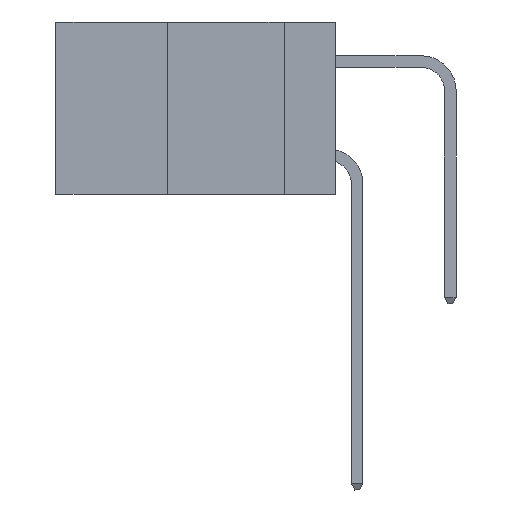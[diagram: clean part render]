
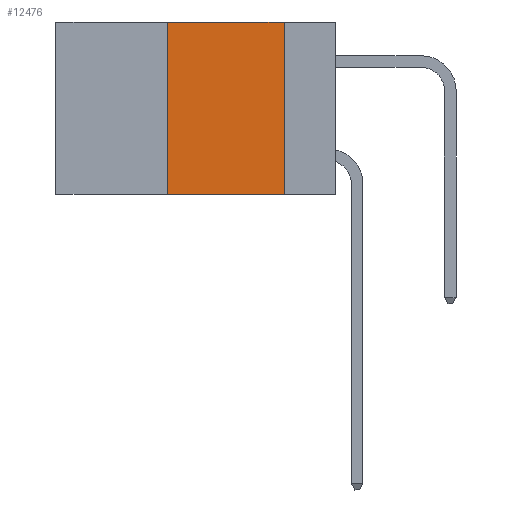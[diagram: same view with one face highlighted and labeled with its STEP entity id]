
A CAD part, left-side view. The second image highlights one B-rep face of the part: STEP entity #12476.
In plain terms, the highlighted planar face has unit normal (-1, 0, 0).
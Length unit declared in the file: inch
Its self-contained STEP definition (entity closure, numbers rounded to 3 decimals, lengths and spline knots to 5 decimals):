
#147 = LINE ( 'NONE', #8214, #14535 ) ;
#263 = VERTEX_POINT ( 'NONE', #13080 ) ;
#319 = VERTEX_POINT ( 'NONE', #13916 ) ;
#857 = DIRECTION ( 'NONE',  ( 0., 0., -1. ) ) ;
#1050 = LINE ( 'NONE', #8407, #1833 ) ;
#1833 = VECTOR ( 'NONE', #11300, 39.37008 ) ;
#2145 = ORIENTED_EDGE ( 'NONE', *, *, #6395, .F. ) ;
#3647 = PLANE ( 'NONE',  #6668 ) ;
#4253 = DIRECTION ( 'NONE',  ( 0., -1., 0. ) ) ;
#4344 = CARTESIAN_POINT ( 'NONE',  ( 0., 0.11, 0. ) ) ;
#5314 = CARTESIAN_POINT ( 'NONE',  ( 0., 0.11, 0. ) ) ;
#5482 = VECTOR ( 'NONE', #4253, 39.37008 ) ;
#5730 = DIRECTION ( 'NONE',  ( 0., 0., -1. ) ) ;
#5909 = EDGE_CURVE ( 'NONE', #15759, #8737, #10278, .T. ) ;
#6395 = EDGE_CURVE ( 'NONE', #319, #263, #1050, .T. ) ;
#6668 = AXIS2_PLACEMENT_3D ( 'NONE', #9100, #11793, #857 ) ;
#6912 = CARTESIAN_POINT ( 'NONE',  ( 0., 0.11, -0.37 ) ) ;
#7959 = EDGE_CURVE ( 'NONE', #263, #15759, #8481, .T. ) ;
#8214 = CARTESIAN_POINT ( 'NONE',  ( 0., 0.6, -0.37 ) ) ;
#8301 = EDGE_CURVE ( 'NONE', #319, #8737, #147, .T. ) ;
#8407 = CARTESIAN_POINT ( 'NONE',  ( 0., 0.36, 0. ) ) ;
#8481 = LINE ( 'NONE', #11197, #5482 ) ;
#8737 = VERTEX_POINT ( 'NONE', #6912 ) ;
#9100 = CARTESIAN_POINT ( 'NONE',  ( 0., 0.6, 0. ) ) ;
#10165 = ORIENTED_EDGE ( 'NONE', *, *, #5909, .F. ) ;
#10278 = LINE ( 'NONE', #4344, #17379 ) ;
#10346 = ORIENTED_EDGE ( 'NONE', *, *, #8301, .T. ) ;
#11197 = CARTESIAN_POINT ( 'NONE',  ( 0., 0.6, 0. ) ) ;
#11300 = DIRECTION ( 'NONE',  ( 0., 0., 1. ) ) ;
#11793 = DIRECTION ( 'NONE',  ( 1., 0., 0. ) ) ;
#12476 = ADVANCED_FACE ( 'NONE', ( #12866 ), #3647, .F. ) ;
#12742 = DIRECTION ( 'NONE',  ( 0., -1., 0. ) ) ;
#12866 = FACE_OUTER_BOUND ( 'NONE', #16611, .T. ) ;
#12906 = ORIENTED_EDGE ( 'NONE', *, *, #7959, .F. ) ;
#13080 = CARTESIAN_POINT ( 'NONE',  ( 0., 0.36, 0. ) ) ;
#13916 = CARTESIAN_POINT ( 'NONE',  ( 0., 0.36, -0.37 ) ) ;
#14535 = VECTOR ( 'NONE', #12742, 39.37008 ) ;
#15759 = VERTEX_POINT ( 'NONE', #5314 ) ;
#16611 = EDGE_LOOP ( 'NONE', ( #10165, #12906, #2145, #10346 ) ) ;
#17379 = VECTOR ( 'NONE', #5730, 39.37008 ) ;
